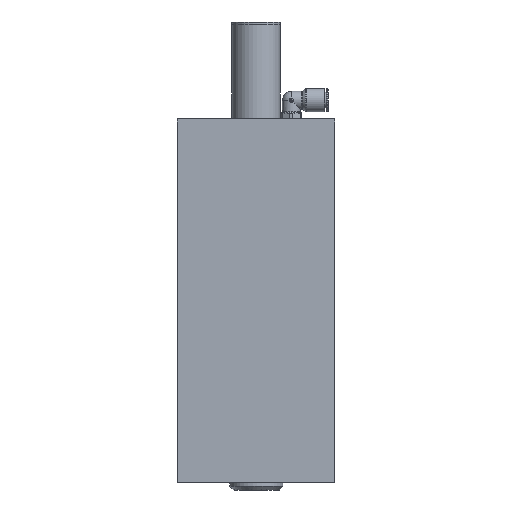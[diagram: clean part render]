
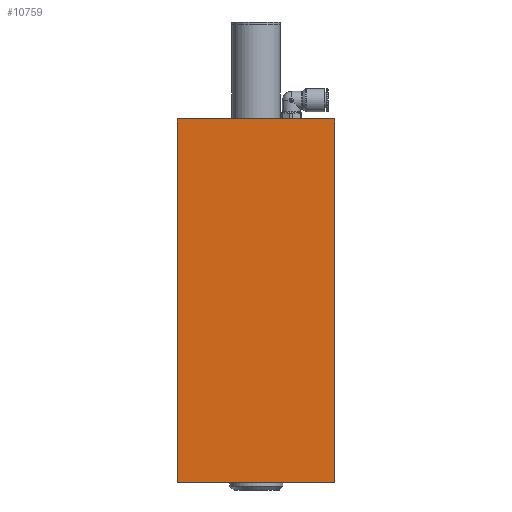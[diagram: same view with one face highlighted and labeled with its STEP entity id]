
A CAD part, front view. The second image highlights one B-rep face of the part: STEP entity #10759.
In plain terms, the highlighted planar face has unit normal (0, -1, 0).
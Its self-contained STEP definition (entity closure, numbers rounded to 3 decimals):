
#328=PLANE('',#11714);
#770=FACE_OUTER_BOUND('',#1420,.T.);
#1420=EDGE_LOOP('',(#7964,#7965,#7966,#7967));
#2175=LINE('',#17242,#3048);
#2178=LINE('',#17247,#3051);
#2180=LINE('',#17251,#3053);
#2182=LINE('',#17254,#3055);
#3048=VECTOR('',#13789,10.);
#3051=VECTOR('',#13794,10.);
#3053=VECTOR('',#13798,10.);
#3055=VECTOR('',#13802,10.);
#4638=VERTEX_POINT('',#17240);
#4639=VERTEX_POINT('',#17241);
#4640=VERTEX_POINT('',#17246);
#4641=VERTEX_POINT('',#17250);
#5826=EDGE_CURVE('',#4638,#4639,#2175,.T.);
#5829=EDGE_CURVE('',#4640,#4638,#2178,.T.);
#5831=EDGE_CURVE('',#4641,#4640,#2180,.T.);
#5833=EDGE_CURVE('',#4639,#4641,#2182,.T.);
#7964=ORIENTED_EDGE('',*,*,#5833,.F.);
#7965=ORIENTED_EDGE('',*,*,#5826,.F.);
#7966=ORIENTED_EDGE('',*,*,#5829,.F.);
#7967=ORIENTED_EDGE('',*,*,#5831,.F.);
#10759=ADVANCED_FACE('',(#770),#328,.F.);
#11714=AXIS2_PLACEMENT_3D('',#17255,#13803,#13804);
#13789=DIRECTION('',(-1.,0.,0.));
#13794=DIRECTION('',(0.,0.,-1.));
#13798=DIRECTION('',(1.,0.,0.));
#13802=DIRECTION('',(0.,0.,1.));
#13803=DIRECTION('center_axis',(0.,1.,0.));
#13804=DIRECTION('ref_axis',(0.,0.,
1.));
#17240=CARTESIAN_POINT('',(65.,-91.5,-150.));
#17241=CARTESIAN_POINT('',(-65.,-91.5,-150.));
#17242=CARTESIAN_POINT('',(65.,-91.5,-150.));
#17246=CARTESIAN_POINT('',(65.,-91.5,150.));
#17247=CARTESIAN_POINT('',(65.,-91.5,150.));
#17250=CARTESIAN_POINT('',(-65.,-91.5,150.));
#17251=CARTESIAN_POINT('',(-65.,-91.5,150.));
#17254=CARTESIAN_POINT('',(-65.,-91.5,-150.));
#17255=CARTESIAN_POINT('Origin',(0.,-91.5,
0.));
